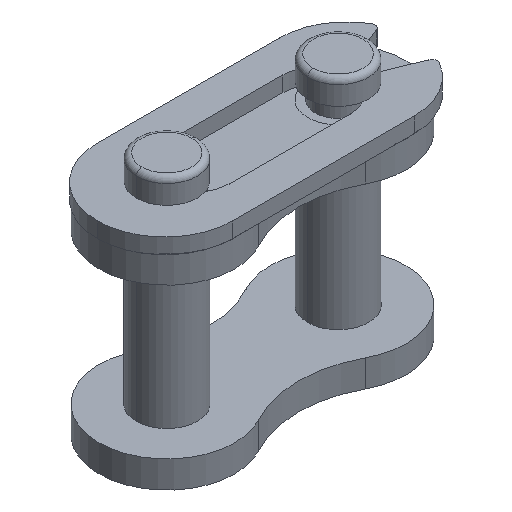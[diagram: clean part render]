
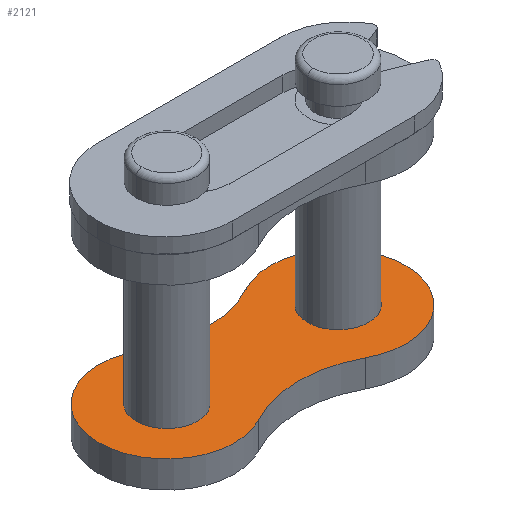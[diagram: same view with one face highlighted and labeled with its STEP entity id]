
A CAD part, isometric view. The second image highlights one B-rep face of the part: STEP entity #2121.
In plain terms, the highlighted planar face has unit normal (0, 0, 1).
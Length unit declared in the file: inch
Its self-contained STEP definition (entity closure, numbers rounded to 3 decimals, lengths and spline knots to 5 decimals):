
#4 = ORIENTED_EDGE ( 'NONE', *, *, #396, .F. ) ;
#7 = DIRECTION ( 'NONE',  ( 0., 0., 1. ) ) ;
#170 = EDGE_CURVE ( 'NONE', #2095, #3388, #2806, .T. ) ;
#172 = CARTESIAN_POINT ( 'NONE',  ( 0.18943, 0.13232, 0.35955 ) ) ;
#188 = DIRECTION ( 'NONE',  ( -1., 0., 0. ) ) ;
#222 = DIRECTION ( 'NONE',  ( -1., 0., 0. ) ) ;
#254 = DIRECTION ( 'NONE',  ( 0., 0., -1. ) ) ;
#272 = AXIS2_PLACEMENT_3D ( 'NONE', #856, #2930, #222 ) ;
#308 = CIRCLE ( 'NONE', #2821, 0.09902 ) ;
#371 = EDGE_CURVE ( 'NONE', #1156, #3631, #1281, .T. ) ;
#396 = EDGE_CURVE ( 'NONE', #1631, #1156, #2609, .T. ) ;
#416 = AXIS2_PLACEMENT_3D ( 'NONE', #2764, #1044, #3666 ) ;
#496 = CIRCLE ( 'NONE', #3405, 0.04469 ) ;
#532 = VERTEX_POINT ( 'NONE', #3263 ) ;
#534 = CIRCLE ( 'NONE', #724, 0.04469 ) ;
#683 = CARTESIAN_POINT ( 'NONE',  ( 0.23661, 0.21938, 0.35955 ) ) ;
#711 = AXIS2_PLACEMENT_3D ( 'NONE', #2933, #254, #3517 ) ;
#717 = AXIS2_PLACEMENT_3D ( 'NONE', #1690, #2261, #188 ) ;
#721 = EDGE_LOOP ( 'NONE', ( #1906, #3125 ) ) ;
#724 = AXIS2_PLACEMENT_3D ( 'NONE', #1698, #3179, #1423 ) ;
#783 = EDGE_CURVE ( 'NONE', #3326, #2321, #2838, .T. ) ;
#801 = CARTESIAN_POINT ( 'NONE',  ( 0.11161, 0.45004, 0.35955 ) ) ;
#856 = CARTESIAN_POINT ( 'NONE',  ( -0.01339, 0.21938, 0.35955 ) ) ;
#965 = AXIS2_PLACEMENT_3D ( 'NONE', #683, #1615, #2758 ) ;
#972 = ORIENTED_EDGE ( 'NONE', *, *, #371, .F. ) ;
#1044 = DIRECTION ( 'NONE',  ( 0., 0., -1. ) ) ;
#1071 = PLANE ( 'NONE',  #717 ) ;
#1125 = DIRECTION ( 'NONE',  ( -1., 0., 0. ) ) ;
#1156 = VERTEX_POINT ( 'NONE', #3028 ) ;
#1172 = ORIENTED_EDGE ( 'NONE', *, *, #170, .F. ) ;
#1281 = CIRCLE ( 'NONE', #272, 0.09902 ) ;
#1298 = CARTESIAN_POINT ( 'NONE',  ( -0.05808, 0.21938, 0.35955 ) ) ;
#1353 = FACE_BOUND ( 'NONE', #1486, .T. ) ;
#1421 = DIRECTION ( 'NONE',  ( -1., 0., 0. ) ) ;
#1423 = DIRECTION ( 'NONE',  ( -1., 0., 0. ) ) ;
#1430 = AXIS2_PLACEMENT_3D ( 'NONE', #801, #1686, #1421 ) ;
#1464 = CARTESIAN_POINT ( 'NONE',  ( 0.19192, 0.21938, 0.35955 ) ) ;
#1486 = EDGE_LOOP ( 'NONE', ( #1675, #2432 ) ) ;
#1505 = CIRCLE ( 'NONE', #416, 0.04469 ) ;
#1520 = CARTESIAN_POINT ( 'NONE',  ( 0.11161, -0.01128, 0.35955 ) ) ;
#1605 = EDGE_LOOP ( 'NONE', ( #2329, #972, #4, #3494, #1172 ) ) ;
#1615 = DIRECTION ( 'NONE',  ( 0., 0., -1. ) ) ;
#1631 = VERTEX_POINT ( 'NONE', #172 ) ;
#1675 = ORIENTED_EDGE ( 'NONE', *, *, #2461, .T. ) ;
#1686 = DIRECTION ( 'NONE',  ( 0., 0., 1. ) ) ;
#1690 = CARTESIAN_POINT ( 'NONE',  ( 0.04911, 0.33471, 0.35955 ) ) ;
#1698 = CARTESIAN_POINT ( 'NONE',  ( 0.23661, 0.21938, 0.35955 ) ) ;
#1906 = ORIENTED_EDGE ( 'NONE', *, *, #3734, .T. ) ;
#2095 = VERTEX_POINT ( 'NONE', #3185 ) ;
#2121 = ADVANCED_FACE ( 'NONE', ( #1353, #2910, #2822 ), #1071, .F. ) ;
#2164 = DIRECTION ( 'NONE',  ( -1., 0., 0. ) ) ;
#2261 = DIRECTION ( 'NONE',  ( 0., 0., -1. ) ) ;
#2296 = CARTESIAN_POINT ( 'NONE',  ( 0.23661, 0.21938, 0.35955 ) ) ;
#2321 = VERTEX_POINT ( 'NONE', #2986 ) ;
#2329 = ORIENTED_EDGE ( 'NONE', *, *, #3410, .F. ) ;
#2400 = CARTESIAN_POINT ( 'NONE',  ( 0.03378, 0.30643, 0.35955 ) ) ;
#2432 = ORIENTED_EDGE ( 'NONE', *, *, #2562, .T. ) ;
#2461 = EDGE_CURVE ( 'NONE', #532, #2990, #496, .T. ) ;
#2562 = EDGE_CURVE ( 'NONE', #2990, #532, #534, .T. ) ;
#2609 = CIRCLE ( 'NONE', #3252, 0.16334 ) ;
#2758 = DIRECTION ( 'NONE',  ( -1., 0., 0. ) ) ;
#2764 = CARTESIAN_POINT ( 'NONE',  ( -0.01339, 0.21938, 0.35955 ) ) ;
#2806 = CIRCLE ( 'NONE', #965, 0.09902 ) ;
#2821 = AXIS2_PLACEMENT_3D ( 'NONE', #2296, #3194, #1125 ) ;
#2822 = FACE_BOUND ( 'NONE', #721, .T. ) ;
#2838 = CIRCLE ( 'NONE', #711, 0.04469 ) ;
#2865 = CARTESIAN_POINT ( 'NONE',  ( 0.33562, 0.21938, 0.35955 ) ) ;
#2894 = EDGE_CURVE ( 'NONE', #3388, #1631, #308, .T. ) ;
#2910 = FACE_OUTER_BOUND ( 'NONE', #1605, .T. ) ;
#2930 = DIRECTION ( 'NONE',  ( 0., 0., -1. ) ) ;
#2933 = CARTESIAN_POINT ( 'NONE',  ( -0.01339, 0.21938, 0.35955 ) ) ;
#2986 = CARTESIAN_POINT ( 'NONE',  ( 0.03129, 0.21938, 0.35955 ) ) ;
#2990 = VERTEX_POINT ( 'NONE', #1464 ) ;
#3028 = CARTESIAN_POINT ( 'NONE',  ( 0.03378, 0.13232, 0.35955 ) ) ;
#3125 = ORIENTED_EDGE ( 'NONE', *, *, #783, .T. ) ;
#3179 = DIRECTION ( 'NONE',  ( 0., 0., -1. ) ) ;
#3185 = CARTESIAN_POINT ( 'NONE',  ( 0.18943, 0.30643, 0.35955 ) ) ;
#3194 = DIRECTION ( 'NONE',  ( 0., 0., -1. ) ) ;
#3252 = AXIS2_PLACEMENT_3D ( 'NONE', #1520, #7, #3523 ) ;
#3263 = CARTESIAN_POINT ( 'NONE',  ( 0.28129, 0.21938, 0.35955 ) ) ;
#3313 = CIRCLE ( 'NONE', #1430, 0.16334 ) ;
#3326 = VERTEX_POINT ( 'NONE', #1298 ) ;
#3333 = CARTESIAN_POINT ( 'NONE',  ( 0.23661, 0.21938, 0.35955 ) ) ;
#3357 = DIRECTION ( 'NONE',  ( 0., 0., -1. ) ) ;
#3388 = VERTEX_POINT ( 'NONE', #2865 ) ;
#3405 = AXIS2_PLACEMENT_3D ( 'NONE', #3333, #3357, #2164 ) ;
#3410 = EDGE_CURVE ( 'NONE', #3631, #2095, #3313, .T. ) ;
#3494 = ORIENTED_EDGE ( 'NONE', *, *, #2894, .F. ) ;
#3517 = DIRECTION ( 'NONE',  ( -1., 0., 0. ) ) ;
#3523 = DIRECTION ( 'NONE',  ( 1., 0., 0. ) ) ;
#3631 = VERTEX_POINT ( 'NONE', #2400 ) ;
#3666 = DIRECTION ( 'NONE',  ( -1., 0., 0. ) ) ;
#3734 = EDGE_CURVE ( 'NONE', #2321, #3326, #1505, .T. ) ;
